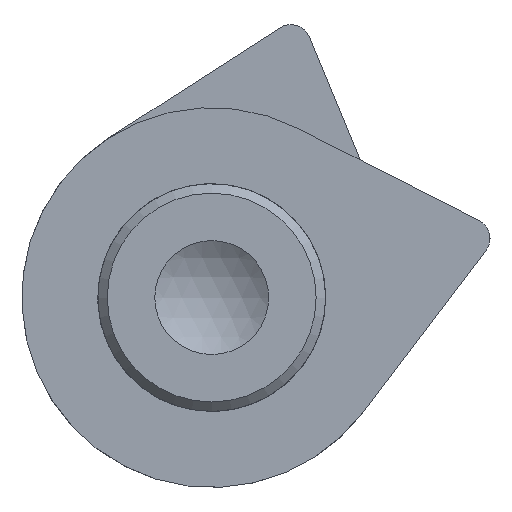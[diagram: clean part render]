
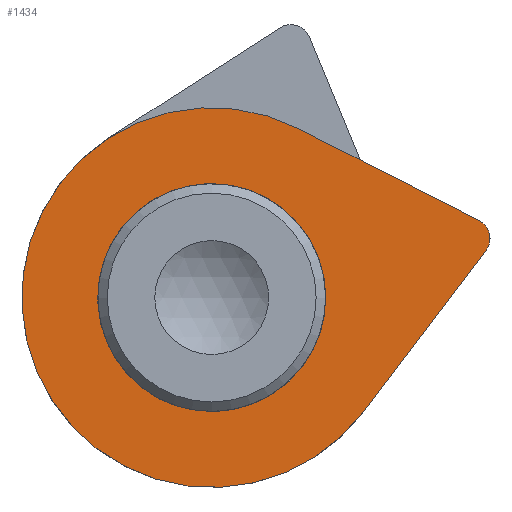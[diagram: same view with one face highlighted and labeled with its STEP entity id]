
A CAD part, left-side view. The second image highlights one B-rep face of the part: STEP entity #1434.
In plain terms, the highlighted face is planar.
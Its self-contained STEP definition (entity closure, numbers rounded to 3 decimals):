
#134=FACE_BOUND('',#386,.T.);
#180=CIRCLE('',#1711,6.);
#181=CIRCLE('',#1712,6.);
#186=CIRCLE('',#1721,1.);
#188=CIRCLE('',#1725,1.);
#190=CIRCLE('',#1729,10.);
#295=FACE_OUTER_BOUND('',#385,.T.);
#385=EDGE_LOOP('',(#1136,#1137,#1138,#1139,#1140,#1141));
#386=EDGE_LOOP('',(#1142,#1143));
#488=LINE('',#2546,#571);
#492=LINE('',#2558,#575);
#496=LINE('',#2569,#579);
#571=VECTOR('',#2058,10.);
#575=VECTOR('',#2070,10.);
#579=VECTOR('',#2082,10.);
#661=VERTEX_POINT('',#2516);
#662=VERTEX_POINT('',#2517);
#667=VERTEX_POINT('',#2536);
#668=VERTEX_POINT('',#2537);
#671=VERTEX_POINT('',#2545);
#673=VERTEX_POINT('',#2551);
#675=VERTEX_POINT('',#2557);
#677=VERTEX_POINT('',#2563);
#827=EDGE_CURVE('',#661,#662,#180,.T.);
#828=EDGE_CURVE('',#662,#661,#181,.T.);
#837=EDGE_CURVE('',#667,#668,#186,.T.);
#841=EDGE_CURVE('',#668,#671,#488,.T.);
#844=EDGE_CURVE('',#671,#673,#188,.T.);
#847=EDGE_CURVE('',#673,#675,#492,.T.);
#850=EDGE_CURVE('',#675,#677,#190,.T.);
#853=EDGE_CURVE('',#677,#667,#496,.T.);
#1136=ORIENTED_EDGE('',*,*,#853,.T.);
#1137=ORIENTED_EDGE('',*,*,#837,.T.);
#1138=ORIENTED_EDGE('',*,*,#841,.T.);
#1139=ORIENTED_EDGE('',*,*,#844,.T.);
#1140=ORIENTED_EDGE('',*,*,#847,.T.);
#1141=ORIENTED_EDGE('',*,*,#850,.T.);
#1142=ORIENTED_EDGE('',*,*,#827,.T.);
#1143=ORIENTED_EDGE('',*,*,#828,.T.);
#1373=PLANE('',#1732);
#1434=ADVANCED_FACE('',(#295,#134),#1373,.F.);
#1711=AXIS2_PLACEMENT_3D('',#2518,#2026,#2027);
#1712=AXIS2_PLACEMENT_3D('',#2519,#2028,#2029);
#1721=AXIS2_PLACEMENT_3D('',#2538,#2050,#2051);
#1725=AXIS2_PLACEMENT_3D('',#2552,#2063,#2064);
#1729=AXIS2_PLACEMENT_3D('',#2564,#2075,#2076);
#1732=AXIS2_PLACEMENT_3D('',#2571,#2084,#2085);
#2026=DIRECTION('center_axis',(0.,0.,1.));
#2027=DIRECTION('ref_axis',(-1.,0.,0.));
#2028=DIRECTION('center_axis',(0.,0.,1.));
#2029=DIRECTION('ref_axis',(-1.,0.,0.));
#2050=DIRECTION('center_axis',(0.,0.,-1.));
#2051=DIRECTION('ref_axis',(-1.,0.,0.));
#2058=DIRECTION('',(0.,-1.,0.));
#2063=DIRECTION('center_axis',(0.,0.,-1.));
#2064=DIRECTION('ref_axis',(-0.641,0.767,0.));
#2070=DIRECTION('',(-0.767,-0.641,0.));
#2075=DIRECTION('center_axis',(0.,0.,-1.));
#2076=DIRECTION('ref_axis',(-0.641,-0.767,0.));
#2082=DIRECTION('',(0.767,-0.641,0.));
#2084=DIRECTION('center_axis',(0.,0.,1.));
#2085=DIRECTION('ref_axis',(1.,0.,0.));
#2516=CARTESIAN_POINT('',(-6.,0.,0.));
#2517=CARTESIAN_POINT('',(6.,0.,0.));
#2518=CARTESIAN_POINT('Origin',(0.,0.,
0.));
#2519=CARTESIAN_POINT('Origin',(0.,0.,
0.));
#2536=CARTESIAN_POINT('',(14.641,0.8,0.));
#2537=CARTESIAN_POINT('',(15.,0.032,0.));
#2538=CARTESIAN_POINT('Origin',(14.,0.032,0.));
#2545=CARTESIAN_POINT('',(15.,-0.032,0.));
#2546=CARTESIAN_POINT('',(15.,0.032,0.));
#2551=CARTESIAN_POINT('',(14.641,-0.8,0.));
#2552=CARTESIAN_POINT('Origin',(14.,-0.032,0.));
#2557=CARTESIAN_POINT('',(6.411,-7.675,0.));
#2558=CARTESIAN_POINT('',(14.641,-0.8,0.));
#2563=CARTESIAN_POINT('',(6.411,7.675,0.));
#2564=CARTESIAN_POINT('Origin',(0.,0.,0.));
#2569=CARTESIAN_POINT('',(6.411,7.675,0.));
#2571=CARTESIAN_POINT('Origin',(2.308,0.,
0.));
